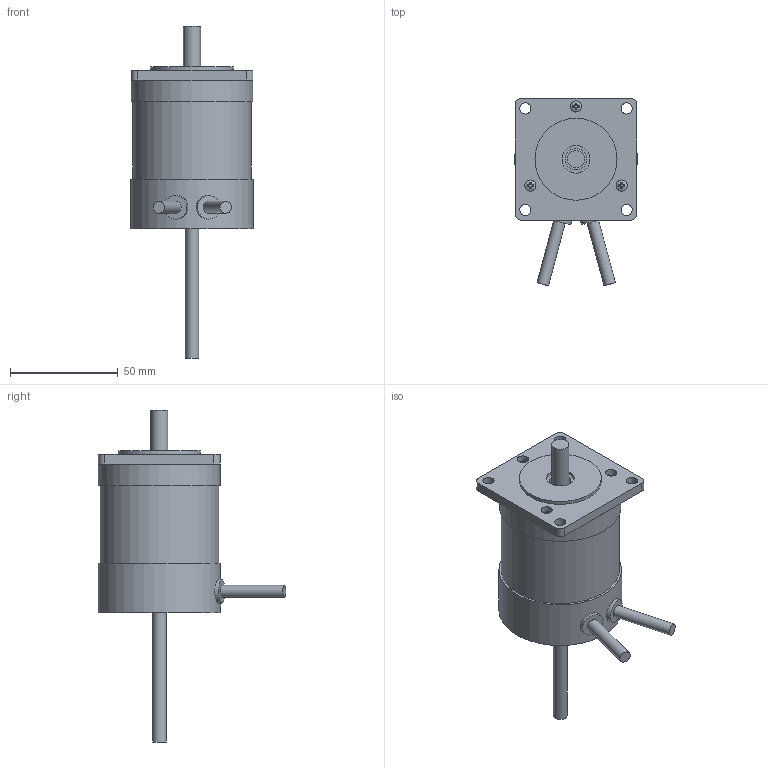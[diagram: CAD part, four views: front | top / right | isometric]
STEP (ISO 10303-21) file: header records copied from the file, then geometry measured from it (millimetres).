
FILE_DESCRIPTION(/* description */ (''),/* implementation_level */ '2;1');
FILE_NAME(/* name */ 'DB59L024035-B3.stp',/* time_stamp */ '2017-09-05T10:11:53+02:00',/* author */ ('angelika.schneid'),/* organization */ (''),/* preprocessor_version */ 'ST-DEVELOPER v16.5',/* originating_system */ 'Autodesk Inventor 2017',/* authorisation */ '');
FILE_SCHEMA (('AUTOMOTIVE_DESIGN { 1 0 10303 214 3 1 1 }'));
Length unit declared in the file: millimetre
Products named in the file (1): DB59L024035-B3
Bounding box: 56.79 x 87.09 x 154.2 mm (x, y, z)
Volume: 189389.5 mm3; surface area: 37334.9 mm2
Topology: 9 solids, 9 shells, 177 faces, 418 edges, 271 vertices
Faces by surface type: plane 86, cone 49, cylinder 36, sphere 3, torus 3
Full cylindrical faces by diameter (mm): 2.013 x2, 2.75 x3, 3 x3, 3.242 x2, 5.2 x7, 5.5 x2, 6.35 x1, 8 x3, 8.5 x1, 10 x1, 11 x2, 13 x1, 38.1 x1, 55 x1, 56.6 x1, 57 x1
Entity records: 4959 total; most frequent: CARTESIAN_POINT 986, DIRECTION 846, ORIENTED_EDGE 718, EDGE_CURVE 359, AXIS2_PLACEMENT_3D 359, VERTEX_POINT 263, EDGE_LOOP 254, FACE_OUTER_BOUND 177
